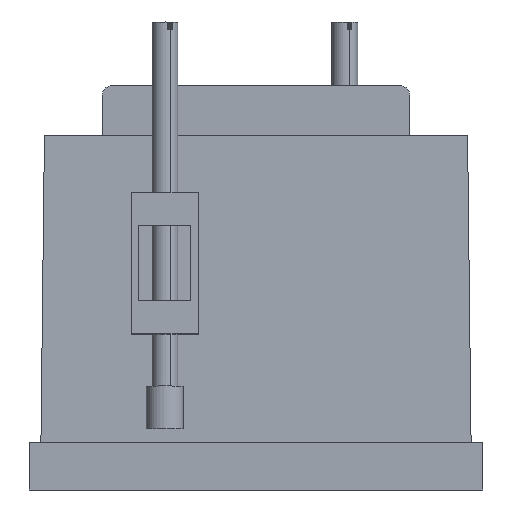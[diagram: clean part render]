
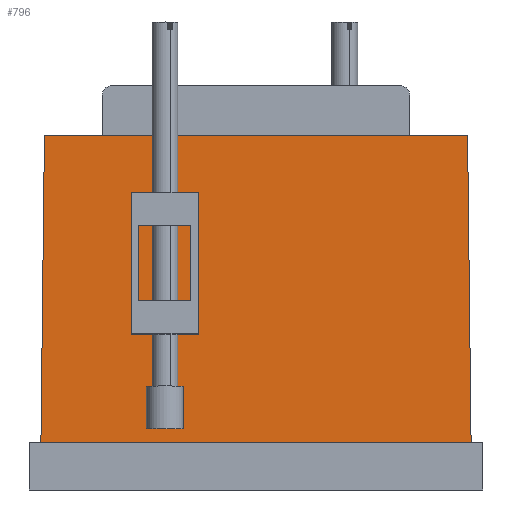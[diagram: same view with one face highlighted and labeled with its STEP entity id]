
A CAD part, left-side view. The second image highlights one B-rep face of the part: STEP entity #796.
In plain terms, the highlighted planar face has unit normal (-1, 0, 0.011).
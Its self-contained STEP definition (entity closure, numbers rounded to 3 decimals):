
#647 = CARTESIAN_POINT ( 'NONE',  ( -44.967, 21., -19.1 ) ) ;
#796 = ADVANCED_FACE ( 'NONE', ( #25320, #19330, #7819 ), #17456, .T. ) ;
#1861 = LINE ( 'NONE', #27007, #19345 ) ;
#1978 = VECTOR ( 'NONE', #31588, 1000. ) ;
#2473 = CARTESIAN_POINT ( 'NONE',  ( -45.489, -44.75, -65. ) ) ;
#2880 = LINE ( 'NONE', #8995, #10713 ) ;
#3655 = VECTOR ( 'NONE', #11836, 1000. ) ;
#4019 = EDGE_CURVE ( 'NONE', #11701, #5380, #1861, .T. ) ;
#4448 = ORIENTED_EDGE ( 'NONE', *, *, #21916, .F. ) ;
#4781 = LINE ( 'NONE', #28488, #12615 ) ;
#5016 = ORIENTED_EDGE ( 'NONE', *, *, #6369, .F. ) ;
#5072 = VECTOR ( 'NONE', #5163, 1000. ) ;
#5163 = DIRECTION ( 'NONE',  ( 0., -1., 0. ) ) ;
#5380 = VERTEX_POINT ( 'NONE', #647 ) ;
#5496 = LINE ( 'NONE', #2473, #5072 ) ;
#5852 = LINE ( 'NONE', #11362, #10504 ) ;
#6369 = EDGE_CURVE ( 'NONE', #26024, #31664, #11331, .T. ) ;
#6480 = ORIENTED_EDGE ( 'NONE', *, *, #10631, .F. ) ;
#6856 = CARTESIAN_POINT ( 'NONE',  ( -45.149, 21., -35.1 ) ) ;
#7002 = LINE ( 'NONE', #25081, #1978 ) ;
#7519 = LINE ( 'NONE', #38210, #29676 ) ;
#7819 = FACE_OUTER_BOUND ( 'NONE', #10533, .T. ) ;
#7973 = VECTOR ( 'NONE', #24249, 1000. ) ;
#8645 = CARTESIAN_POINT ( 'NONE',  ( -45.228, 44.75, -42.1 ) ) ;
#8995 = CARTESIAN_POINT ( 'NONE',  ( -44.738, -44.738, 1.017 ) ) ;
#9227 = ORIENTED_EDGE ( 'NONE', *, *, #4019, .F. ) ;
#9360 = CARTESIAN_POINT ( 'NONE',  ( -44.75, 17., 0. ) ) ;
#9361 = DIRECTION ( 'NONE',  ( -1., 0., 0.011 ) ) ;
#10504 = VECTOR ( 'NONE', #26063, 1000. ) ;
#10533 = EDGE_LOOP ( 'NONE', ( #23657, #26970, #36676, #24337 ) ) ;
#10631 = EDGE_CURVE ( 'NONE', #5380, #26024, #4781, .T. ) ;
#10713 = VECTOR ( 'NONE', #20548, 1000. ) ;
#10945 = EDGE_CURVE ( 'NONE', #21917, #28895, #7519, .T. ) ;
#11331 = LINE ( 'NONE', #9360, #34016 ) ;
#11362 = CARTESIAN_POINT ( 'NONE',  ( -44.75, 44.75, 0. ) ) ;
#11679 = AXIS2_PLACEMENT_3D ( 'NONE', #38184, #9361, #11917 ) ;
#11689 = EDGE_CURVE ( 'NONE', #28895, #18415, #30076, .T. ) ;
#11701 = VERTEX_POINT ( 'NONE', #37451 ) ;
#11836 = DIRECTION ( 'NONE',  ( 0., -1., 0. ) ) ;
#11917 = DIRECTION ( 'NONE',  ( 0.011, 0., 1. ) ) ;
#11966 = CARTESIAN_POINT ( 'NONE',  ( -45.149, 17., -35.1 ) ) ;
#12615 = VECTOR ( 'NONE', #13378, 1000. ) ;
#13378 = DIRECTION ( 'NONE',  ( 0., -1., 0. ) ) ;
#14983 = EDGE_LOOP ( 'NONE', ( #17906, #5016, #6480, #9227 ) ) ;
#15132 = VERTEX_POINT ( 'NONE', #35556 ) ;
#16787 = DIRECTION ( 'NONE',  ( 0.011, 0., 1. ) ) ;
#16842 = CARTESIAN_POINT ( 'NONE',  ( -44.967, 17., -19.1 ) ) ;
#17456 = PLANE ( 'NONE',  #11679 ) ;
#17906 = ORIENTED_EDGE ( 'NONE', *, *, #26056, .F. ) ;
#18106 = LINE ( 'NONE', #33126, #7973 ) ;
#18415 = VERTEX_POINT ( 'NONE', #24556 ) ;
#18598 = DIRECTION ( 'NONE',  ( 0.011, 0., 1. ) ) ;
#18810 = EDGE_LOOP ( 'NONE', ( #33515, #22602, #4448, #32148 ) ) ;
#19330 = FACE_BOUND ( 'NONE', #14983, .T. ) ;
#19345 = VECTOR ( 'NONE', #35983, 1000. ) ;
#19386 = CARTESIAN_POINT ( 'NONE',  ( -44.75, -44.75, 0. ) ) ;
#20440 = DIRECTION ( 'NONE',  ( 0., 1., 0. ) ) ;
#20548 = DIRECTION ( 'NONE',  ( 0.011, 0.011, 1. ) ) ;
#21139 = LINE ( 'NONE', #8645, #3655 ) ;
#21916 = EDGE_CURVE ( 'NONE', #18415, #34393, #21139, .T. ) ;
#21917 = VERTEX_POINT ( 'NONE', #11966 ) ;
#21949 = CARTESIAN_POINT ( 'NONE',  ( -44.75, 44.75, 0. ) ) ;
#22602 = ORIENTED_EDGE ( 'NONE', *, *, #37546, .F. ) ;
#23045 = CARTESIAN_POINT ( 'NONE',  ( -44.75, 17., 0. ) ) ;
#23151 = CARTESIAN_POINT ( 'NONE',  ( -44.887, 17., -12.1 ) ) ;
#23657 = ORIENTED_EDGE ( 'NONE', *, *, #37464, .F. ) ;
#24249 = DIRECTION ( 'NONE',  ( 0.011, -0.011, 1. ) ) ;
#24337 = ORIENTED_EDGE ( 'NONE', *, *, #26352, .T. ) ;
#24556 = CARTESIAN_POINT ( 'NONE',  ( -45.228, 21., -42.1 ) ) ;
#24728 = VECTOR ( 'NONE', #16787, 1000. ) ;
#25017 = VERTEX_POINT ( 'NONE', #28459 ) ;
#25081 = CARTESIAN_POINT ( 'NONE',  ( -44.887, 44.75, -12.1 ) ) ;
#25320 = FACE_BOUND ( 'NONE', #18810, .T. ) ;
#26024 = VERTEX_POINT ( 'NONE', #16842 ) ;
#26056 = EDGE_CURVE ( 'NONE', #31664, #11701, #7002, .T. ) ;
#26063 = DIRECTION ( 'NONE',  ( 0., -1., 0. ) ) ;
#26352 = EDGE_CURVE ( 'NONE', #25017, #34666, #2880, .T. ) ;
#26618 = LINE ( 'NONE', #23045, #24728 ) ;
#26970 = ORIENTED_EDGE ( 'NONE', *, *, #30173, .F. ) ;
#27007 = CARTESIAN_POINT ( 'NONE',  ( -44.75, 21., 0. ) ) ;
#27739 = VECTOR ( 'NONE', #28602, 1000. ) ;
#28459 = CARTESIAN_POINT ( 'NONE',  ( -45.489, -45.489, -65. ) ) ;
#28488 = CARTESIAN_POINT ( 'NONE',  ( -44.967, 44.75, -19.1 ) ) ;
#28602 = DIRECTION ( 'NONE',  ( -0.011, 0., -1. ) ) ;
#28895 = VERTEX_POINT ( 'NONE', #6856 ) ;
#29676 = VECTOR ( 'NONE', #20440, 1000. ) ;
#30076 = LINE ( 'NONE', #37066, #27739 ) ;
#30173 = EDGE_CURVE ( 'NONE', #15132, #36876, #18106, .T. ) ;
#31588 = DIRECTION ( 'NONE',  ( 0., 1., 0. ) ) ;
#31664 = VERTEX_POINT ( 'NONE', #23151 ) ;
#31703 = EDGE_CURVE ( 'NONE', #15132, #25017, #5496, .T. ) ;
#32148 = ORIENTED_EDGE ( 'NONE', *, *, #11689, .F. ) ;
#32753 = CARTESIAN_POINT ( 'NONE',  ( -45.228, 17., -42.1 ) ) ;
#33126 = CARTESIAN_POINT ( 'NONE',  ( -44.75, 44.75, 0. ) ) ;
#33515 = ORIENTED_EDGE ( 'NONE', *, *, #10945, .F. ) ;
#34016 = VECTOR ( 'NONE', #18598, 1000. ) ;
#34393 = VERTEX_POINT ( 'NONE', #32753 ) ;
#34666 = VERTEX_POINT ( 'NONE', #19386 ) ;
#35556 = CARTESIAN_POINT ( 'NONE',  ( -45.489, 45.489, -65. ) ) ;
#35983 = DIRECTION ( 'NONE',  ( -0.011, 0., -1. ) ) ;
#36676 = ORIENTED_EDGE ( 'NONE', *, *, #31703, .T. ) ;
#36876 = VERTEX_POINT ( 'NONE', #21949 ) ;
#37066 = CARTESIAN_POINT ( 'NONE',  ( -44.75, 21., 0. ) ) ;
#37451 = CARTESIAN_POINT ( 'NONE',  ( -44.887, 21., -12.1 ) ) ;
#37464 = EDGE_CURVE ( 'NONE', #36876, #34666, #5852, .T. ) ;
#37546 = EDGE_CURVE ( 'NONE', #34393, #21917, #26618, .T. ) ;
#38184 = CARTESIAN_POINT ( 'NONE',  ( -44.75, 44.75, 0. ) ) ;
#38210 = CARTESIAN_POINT ( 'NONE',  ( -45.149, 44.75, -35.1 ) ) ;
